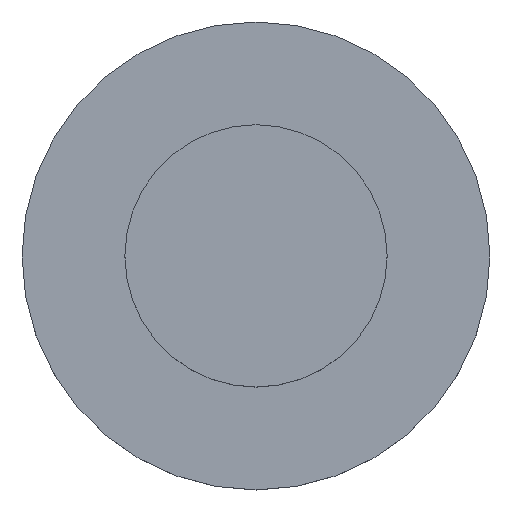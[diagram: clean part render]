
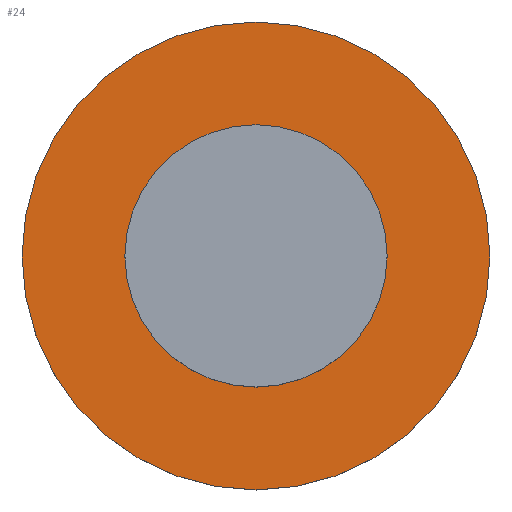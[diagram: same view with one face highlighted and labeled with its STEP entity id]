
A CAD part, top view. The second image highlights one B-rep face of the part: STEP entity #24.
In plain terms, the highlighted planar face has unit normal (0, 0, 1).
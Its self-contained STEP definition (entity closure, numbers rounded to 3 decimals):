
#2 = EDGE_CURVE ( 'NONE', #333, #266, #206, .T. ) ;
#5 = DIRECTION ( 'NONE',  ( 1., 0., 0. ) ) ;
#6 = EDGE_LOOP ( 'NONE', ( #308, #128 ) ) ;
#18 = CIRCLE ( 'NONE', #238, 3.3 ) ;
#24 = ADVANCED_FACE ( 'NONE', ( #157, #135 ), #260, .T. ) ;
#25 = DIRECTION ( 'NONE',  ( 1., 0., 0. ) ) ;
#29 = DIRECTION ( 'NONE',  ( 0., 0., 1. ) ) ;
#33 = CARTESIAN_POINT ( 'NONE',  ( -126.05, -3.05, 0. ) ) ;
#50 = CARTESIAN_POINT ( 'NONE',  ( -126.05, -3.05, 0. ) ) ;
#68 = DIRECTION ( 'NONE',  ( 1., 0., 0. ) ) ;
#83 = DIRECTION ( 'NONE',  ( 0., 0., 1. ) ) ;
#87 = AXIS2_PLACEMENT_3D ( 'NONE', #33, #218, #188 ) ;
#107 = VERTEX_POINT ( 'NONE', #167 ) ;
#110 = CIRCLE ( 'NONE', #129, 1.85 ) ;
#128 = ORIENTED_EDGE ( 'NONE', *, *, #331, .F. ) ;
#129 = AXIS2_PLACEMENT_3D ( 'NONE', #307, #193, #68 ) ;
#131 = EDGE_CURVE ( 'NONE', #178, #107, #18, .T. ) ;
#135 = FACE_OUTER_BOUND ( 'NONE', #296, .T. ) ;
#150 = ORIENTED_EDGE ( 'NONE', *, *, #169, .T. ) ;
#157 = FACE_BOUND ( 'NONE', #6, .T. ) ;
#167 = CARTESIAN_POINT ( 'NONE',  ( -129.35, -3.05, 0. ) ) ;
#169 = EDGE_CURVE ( 'NONE', #107, #178, #293, .T. ) ;
#177 = CARTESIAN_POINT ( 'NONE',  ( -127.9, -3.05, 0. ) ) ;
#178 = VERTEX_POINT ( 'NONE', #290 ) ;
#188 = DIRECTION ( 'NONE',  ( 1., 0., 0. ) ) ;
#193 = DIRECTION ( 'NONE',  ( 0., 0., 1. ) ) ;
#194 = AXIS2_PLACEMENT_3D ( 'NONE', #50, #29, #25 ) ;
#206 = CIRCLE ( 'NONE', #194, 1.85 ) ;
#213 = CARTESIAN_POINT ( 'NONE',  ( -126.05, -3.05, 0. ) ) ;
#218 = DIRECTION ( 'NONE',  ( 0., 0., 1. ) ) ;
#233 = DIRECTION ( 'NONE',  ( 0., 0., 1. ) ) ;
#238 = AXIS2_PLACEMENT_3D ( 'NONE', #213, #83, #265 ) ;
#247 = ORIENTED_EDGE ( 'NONE', *, *, #131, .T. ) ;
#260 = PLANE ( 'NONE',  #270 ) ;
#265 = DIRECTION ( 'NONE',  ( 1., 0., 0. ) ) ;
#266 = VERTEX_POINT ( 'NONE', #327 ) ;
#270 = AXIS2_PLACEMENT_3D ( 'NONE', #313, #233, #5 ) ;
#290 = CARTESIAN_POINT ( 'NONE',  ( -122.75, -3.05, 0. ) ) ;
#293 = CIRCLE ( 'NONE', #87, 3.3 ) ;
#296 = EDGE_LOOP ( 'NONE', ( #247, #150 ) ) ;
#307 = CARTESIAN_POINT ( 'NONE',  ( -126.05, -3.05, 0. ) ) ;
#308 = ORIENTED_EDGE ( 'NONE', *, *, #2, .F. ) ;
#313 = CARTESIAN_POINT ( 'NONE',  ( -126.05, -3.05, 0. ) ) ;
#327 = CARTESIAN_POINT ( 'NONE',  ( -124.2, -3.05, 0. ) ) ;
#331 = EDGE_CURVE ( 'NONE', #266, #333, #110, .T. ) ;
#333 = VERTEX_POINT ( 'NONE', #177 ) ;
